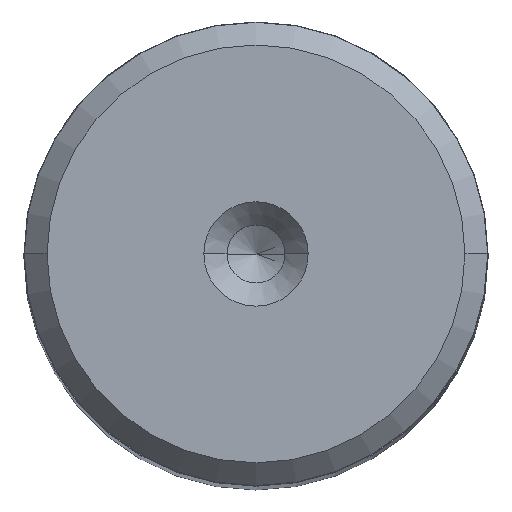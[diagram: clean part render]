
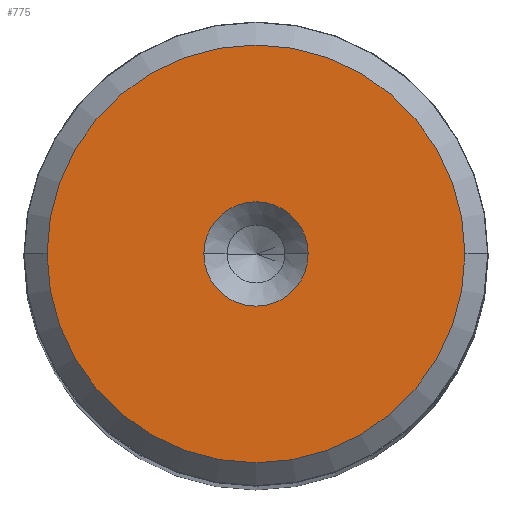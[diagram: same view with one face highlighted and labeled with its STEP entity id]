
A CAD part, top view. The second image highlights one B-rep face of the part: STEP entity #775.
In plain terms, the highlighted planar face has unit normal (0, 0, 1).
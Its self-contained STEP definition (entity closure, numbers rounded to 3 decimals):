
#47 = DIRECTION ( 'NONE',  ( 0., 0., 1. ) ) ;
#283 = CARTESIAN_POINT ( 'NONE',  ( 0., 0., 100. ) ) ;
#405 = VERTEX_POINT ( 'NONE', #1209 ) ;
#422 = EDGE_LOOP ( 'NONE', ( #1400, #2659 ) ) ;
#481 = DIRECTION ( 'NONE',  ( 0., 0., 1. ) ) ;
#492 = CARTESIAN_POINT ( 'NONE',  ( 0., 0., 100. ) ) ;
#518 = CARTESIAN_POINT ( 'NONE',  ( 2.25, 0., 100. ) ) ;
#560 = EDGE_CURVE ( 'NONE', #2456, #1491, #725, .T. ) ;
#573 = ORIENTED_EDGE ( 'NONE', *, *, #560, .F. ) ;
#581 = AXIS2_PLACEMENT_3D ( 'NONE', #911, #481, #2664 ) ;
#630 = DIRECTION ( 'NONE',  ( 1., 0., 0. ) ) ;
#638 = CIRCLE ( 'NONE', #1790, 9.009 ) ;
#665 = AXIS2_PLACEMENT_3D ( 'NONE', #1953, #1695, #630 ) ;
#667 = AXIS2_PLACEMENT_3D ( 'NONE', #2237, #47, #2447 ) ;
#725 = CIRCLE ( 'NONE', #667, 2.25 ) ;
#772 = EDGE_CURVE ( 'NONE', #1797, #405, #1717, .T. ) ;
#775 = ADVANCED_FACE ( 'NONE', ( #1643, #2444 ), #1322, .T. ) ;
#893 = CARTESIAN_POINT ( 'NONE',  ( -9.009, 0., 100. ) ) ;
#911 = CARTESIAN_POINT ( 'NONE',  ( 0., 0., 100. ) ) ;
#1209 = CARTESIAN_POINT ( 'NONE',  ( 9.009, 0., 100. ) ) ;
#1322 = PLANE ( 'NONE',  #2285 ) ;
#1324 = EDGE_CURVE ( 'NONE', #405, #1797, #638, .T. ) ;
#1351 = DIRECTION ( 'NONE',  ( 1., 0., 0. ) ) ;
#1400 = ORIENTED_EDGE ( 'NONE', *, *, #772, .T. ) ;
#1487 = EDGE_LOOP ( 'NONE', ( #2044, #573 ) ) ;
#1491 = VERTEX_POINT ( 'NONE', #518 ) ;
#1643 = FACE_BOUND ( 'NONE', #1487, .T. ) ;
#1695 = DIRECTION ( 'NONE',  ( 0., 0., 1. ) ) ;
#1717 = CIRCLE ( 'NONE', #581, 9.009 ) ;
#1790 = AXIS2_PLACEMENT_3D ( 'NONE', #492, #2019, #2014 ) ;
#1797 = VERTEX_POINT ( 'NONE', #893 ) ;
#1953 = CARTESIAN_POINT ( 'NONE',  ( 0., 0., 100. ) ) ;
#2014 = DIRECTION ( 'NONE',  ( 1., 0., 0. ) ) ;
#2019 = DIRECTION ( 'NONE',  ( 0., 0., 1. ) ) ;
#2044 = ORIENTED_EDGE ( 'NONE', *, *, #2313, .F. ) ;
#2237 = CARTESIAN_POINT ( 'NONE',  ( 0., 0., 100. ) ) ;
#2249 = DIRECTION ( 'NONE',  ( 0., 0., 1. ) ) ;
#2285 = AXIS2_PLACEMENT_3D ( 'NONE', #283, #2249, #1351 ) ;
#2313 = EDGE_CURVE ( 'NONE', #1491, #2456, #2614, .T. ) ;
#2399 = CARTESIAN_POINT ( 'NONE',  ( -2.25, 0., 100. ) ) ;
#2444 = FACE_OUTER_BOUND ( 'NONE', #422, .T. ) ;
#2447 = DIRECTION ( 'NONE',  ( 1., 0., 0. ) ) ;
#2456 = VERTEX_POINT ( 'NONE', #2399 ) ;
#2614 = CIRCLE ( 'NONE', #665, 2.25 ) ;
#2659 = ORIENTED_EDGE ( 'NONE', *, *, #1324, .T. ) ;
#2664 = DIRECTION ( 'NONE',  ( 1., 0., 0. ) ) ;
